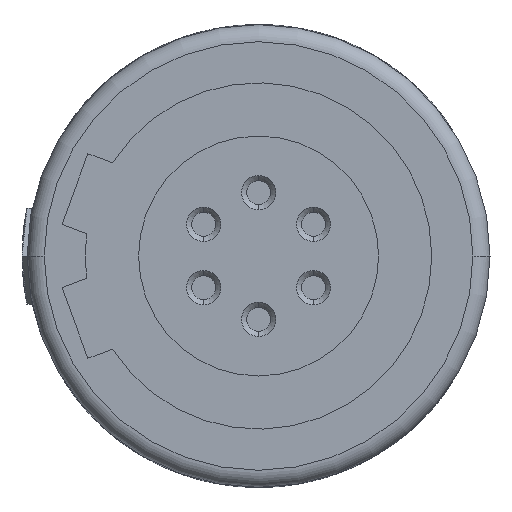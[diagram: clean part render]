
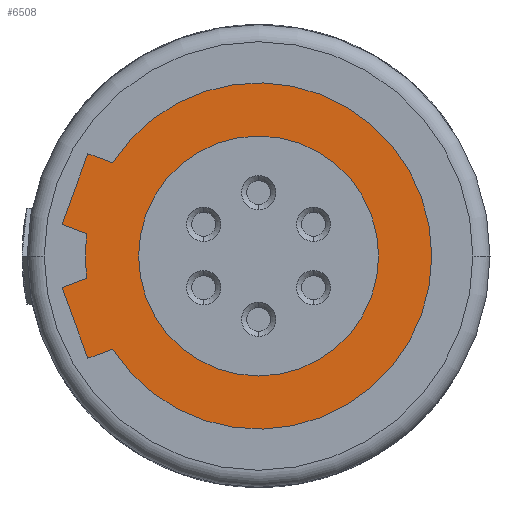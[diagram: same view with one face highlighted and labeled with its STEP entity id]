
A CAD part, left-side view. The second image highlights one B-rep face of the part: STEP entity #6508.
In plain terms, the highlighted planar face has unit normal (-1, 0, 0).
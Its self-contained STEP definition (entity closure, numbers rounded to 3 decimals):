
#2131=DIRECTION('',(0.,0.94,-0.342));
#2132=VECTOR('',#2131,0.771);
#2133=CARTESIAN_POINT('',(0.,4.255,-2.719));
#2134=LINE('',#2133,#2132);
#2135=DIRECTION('',(0.,0.342,0.94));
#2136=VECTOR('',#2135,2.2);
#2137=CARTESIAN_POINT('',(0.,4.98,-2.983));
#2138=LINE('',#2137,#2136);
#2139=DIRECTION('',(0.,-0.94,0.342));
#2140=VECTOR('',#2139,0.771);
#2141=CARTESIAN_POINT('',(0.,5.732,-0.916));
#2142=LINE('',#2141,#2140);
#2143=DIRECTION('',(0.,0.94,0.342));
#2144=VECTOR('',#2143,0.771);
#2145=CARTESIAN_POINT('',(0.,5.008,0.652));
#2146=LINE('',#2145,#2144);
#2147=DIRECTION('',(0.,-0.342,0.94));
#2148=VECTOR('',#2147,2.2);
#2149=CARTESIAN_POINT('',(0.,5.732,0.916));
#2150=LINE('',#2149,#2148);
#2151=DIRECTION('',(0.,-0.94,-0.342));
#2152=VECTOR('',#2151,0.771);
#2153=CARTESIAN_POINT('',(0.,4.98,2.983));
#2154=LINE('',#2153,#2152);
#2155=CARTESIAN_POINT('',(0.,0.,0.));
#2156=DIRECTION('',(1.,0.,0.));
#2157=DIRECTION('',(0.,0.,-1.));
#2158=AXIS2_PLACEMENT_3D('',#2155,#2156,#2157);
#2160=CARTESIAN_POINT('',(0.,0.,0.));
#2161=DIRECTION('',(1.,0.,0.));
#2162=DIRECTION('',(0.,0.,1.));
#2163=AXIS2_PLACEMENT_3D('',#2160,#2161,#2162);
#2165=CARTESIAN_POINT('',(0.,0.,0.));
#2166=DIRECTION('',(-1.,0.,0.));
#2167=DIRECTION('',(0.,0.992,0.129));
#2168=AXIS2_PLACEMENT_3D('',#2165,#2166,#2167);
#2192=CARTESIAN_POINT('',(0.,0.,0.));
#2193=DIRECTION('',(-1.,0.,0.));
#2194=DIRECTION('',(0.,0.843,-0.538));
#2195=AXIS2_PLACEMENT_3D('',#2192,#2193,#2194);
#3329=CARTESIAN_POINT('',(0.,0.,-3.5));
#3330=VERTEX_POINT('',#3329);
#3331=CARTESIAN_POINT('',(0.,0.,3.5));
#3332=VERTEX_POINT('',#3331);
#3822=CARTESIAN_POINT('',(0.,5.732,0.916));
#3823=CARTESIAN_POINT('',(0.,4.98,2.983));
#3824=VERTEX_POINT('',#3822);
#3825=VERTEX_POINT('',#3823);
#3826=CARTESIAN_POINT('',(0.,5.008,0.652));
#3827=VERTEX_POINT('',#3826);
#3828=CARTESIAN_POINT('',(0.,4.255,2.719));
#3829=VERTEX_POINT('',#3828);
#3834=CARTESIAN_POINT('',(0.,4.98,-2.983));
#3835=CARTESIAN_POINT('',(0.,5.732,-0.916));
#3836=VERTEX_POINT('',#3834);
#3837=VERTEX_POINT('',#3835);
#3838=CARTESIAN_POINT('',(0.,4.255,-2.719));
#3839=VERTEX_POINT('',#3838);
#3840=CARTESIAN_POINT('',(0.,5.008,-0.652));
#3841=VERTEX_POINT('',#3840);
#6480=CARTESIAN_POINT('',(0.,0.,0.));
#6481=DIRECTION('',(1.,0.,0.));
#6482=DIRECTION('',(0.,0.,-1.));
#6483=AXIS2_PLACEMENT_3D('',#6480,#6481,#6482);
#6484=PLANE('',#6483);
#6486=ORIENTED_EDGE('',*,*,#6485,.F.);
#6488=ORIENTED_EDGE('',*,*,#6487,.T.);
#6490=ORIENTED_EDGE('',*,*,#6489,.T.);
#6492=ORIENTED_EDGE('',*,*,#6491,.T.);
#6494=ORIENTED_EDGE('',*,*,#6493,.F.);
#6495=ORIENTED_EDGE('',*,*,#6463,.T.);
#6497=ORIENTED_EDGE('',*,*,#6496,.T.);
#6499=ORIENTED_EDGE('',*,*,#6498,.T.);
#6500=EDGE_LOOP('',(#6486,#6488,#6490,#6492,#6494,#6495,#6497,#6499));
#6501=FACE_OUTER_BOUND('',#6500,.F.);
#6503=ORIENTED_EDGE('',*,*,#6502,.F.);
#6505=ORIENTED_EDGE('',*,*,#6504,.F.);
#6506=EDGE_LOOP('',(#6503,#6505));
#6507=FACE_BOUND('',#6506,.F.);
#2159=CIRCLE('',#2158,3.5);
#2164=CIRCLE('',#2163,3.5);
#2169=CIRCLE('',#2168,5.05);
#2196=CIRCLE('',#2195,5.05);
#6463=EDGE_CURVE('',#3827,#3824,#2146,.T.);
#6485=EDGE_CURVE('',#3839,#3829,#2196,.T.);
#6487=EDGE_CURVE('',#3839,#3836,#2134,.T.);
#6489=EDGE_CURVE('',#3836,#3837,#2138,.T.);
#6491=EDGE_CURVE('',#3837,#3841,#2142,.T.);
#6493=EDGE_CURVE('',#3827,#3841,#2169,.T.);
#6496=EDGE_CURVE('',#3824,#3825,#2150,.T.);
#6498=EDGE_CURVE('',#3825,#3829,#2154,.T.);
#6502=EDGE_CURVE('',#3330,#3332,#2159,.T.);
#6504=EDGE_CURVE('',#3332,#3330,#2164,.T.);
#6508=ADVANCED_FACE('',(#6501,#6507),#6484,.F.);
